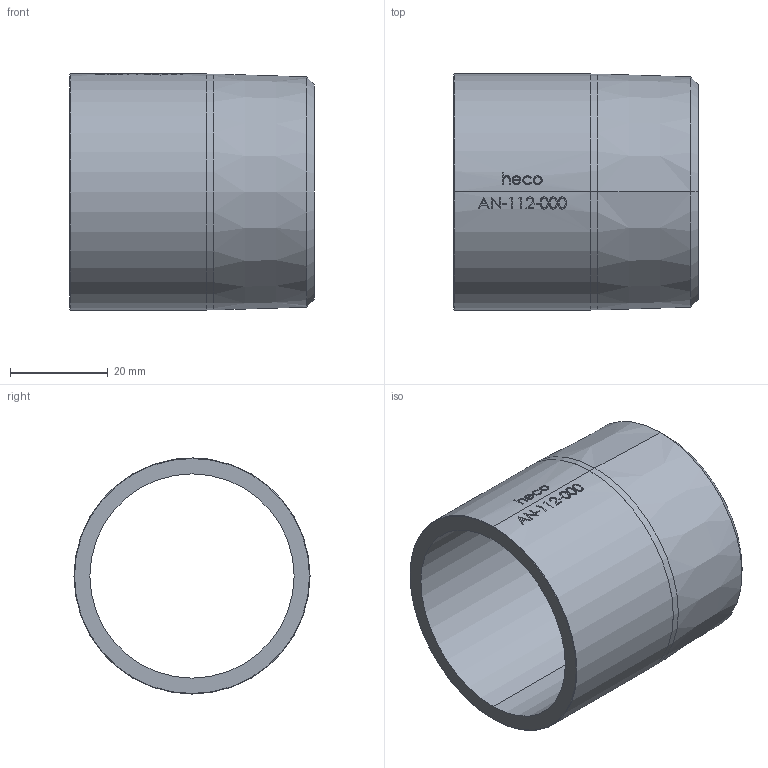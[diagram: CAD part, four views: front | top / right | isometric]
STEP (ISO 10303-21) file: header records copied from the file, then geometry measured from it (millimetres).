
FILE_DESCRIPTION (( 'STEP AP214' ), '1' );
FILE_NAME ('AN-112-000-x Anschweißnippel heco.STEP', '2018-05-18T08:27:55', ( '' ), ( '' ), 'SwSTEP 2.0', 'SolidWorks 2016', '' );
FILE_SCHEMA (( 'AUTOMOTIVE_DESIGN' ));
Length unit declared in the file: millimetre
Products named in the file (1): AN-112-000-x Anschweißnippel heco
Bounding box: 50 x 48.3 x 48.3 mm (x, y, z)
Volume: 21827 mm3; surface area: 14803.8 mm2
Topology: 1 solids, 1 shells, 163 faces, 414 edges, 274 vertices
Faces by surface type: bspline 83, plane 48, cylinder 26, cone 6
Entity records: 16152 total; most frequent: CARTESIAN_POINT 11294, ORIENTED_EDGE 828, EDGE_CURVE 414, DIRECTION 366, VERTEX_POINT 274, B_SPLINE_CURVE_WITH_KNOTS 264, EDGE_LOOP 186, ADVANCED_FACE 163
